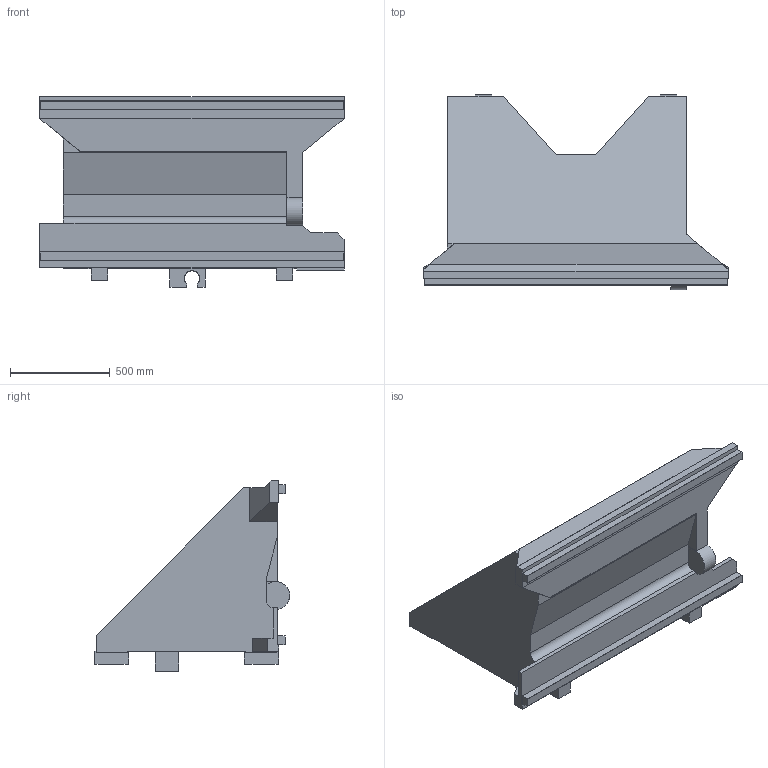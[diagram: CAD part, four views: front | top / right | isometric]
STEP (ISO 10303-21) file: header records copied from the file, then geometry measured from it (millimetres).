
FILE_DESCRIPTION(('FreeCAD Model'),'2;1');
FILE_NAME('Open CASCADE Shape Model','2025-08-14T08:18:19',(''),(''), 'Open CASCADE STEP processor 7.6','FreeCAD','Unknown');
FILE_SCHEMA(('AUTOMOTIVE_DESIGN { 1 0 10303 214 1 1 1 1 }'));
Length unit declared in the file: millimetre
Products named in the file (1): Y
Bounding box: 1523.2 x 978.17 x 954.8 mm (x, y, z)
Volume: 545012649.9 mm3; surface area: 5522974.8 mm2
Topology: 1 solids, 3 shells, 170 faces, 493 edges, 330 vertices
Faces by surface type: plane 166, cylinder 4
Entity records: 12031 total; most frequent: CARTESIAN_POINT 2029, DIRECTION 1826, LINE 1446, VECTOR 1446, ORIENTED_EDGE 986, PCURVE 986, DEFINITIONAL_REPRESENTATION 986, EDGE_CURVE 493
